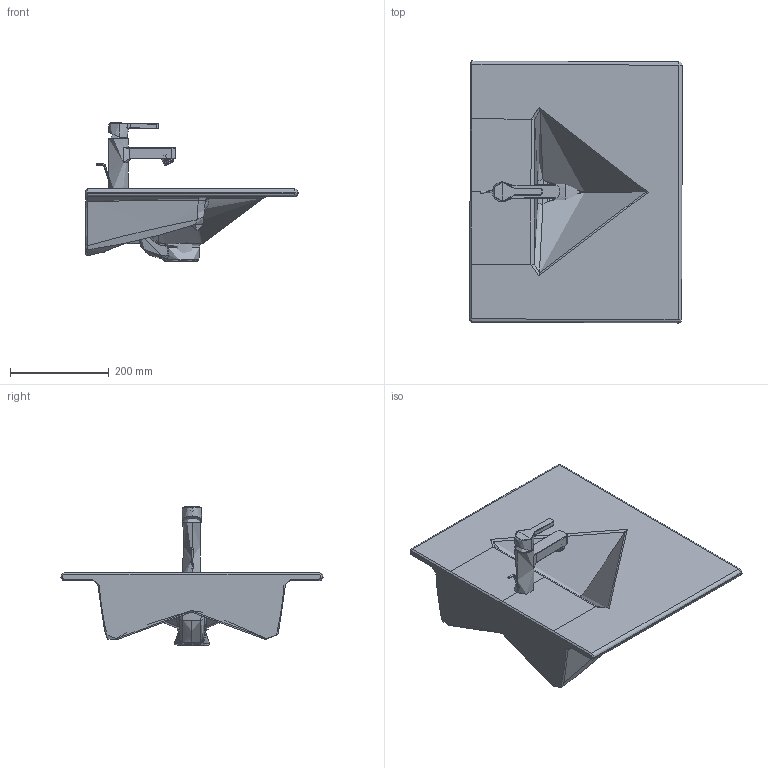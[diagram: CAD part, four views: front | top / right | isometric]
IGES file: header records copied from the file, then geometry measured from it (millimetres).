
Global section: file name: No Iges File Name specified; native system: Autodesk Inventor 2011; preprocessor: AutoDesk Inventor Iges Exporter R2011; author: Administrator; date: 20110518.173844; units: millimetre
Bounding box: 431.97 x 531.77 x 280.67 mm (x, y, z)
Volume: 6752275.4 mm3
Topology: 3 solids, 3 shells, 683 faces, 3679 edges, 3429 vertices
Faces by surface type: plane 337, bspline 179, revolution 130, cylinder 20, cone 7, torus 6, sphere 4
